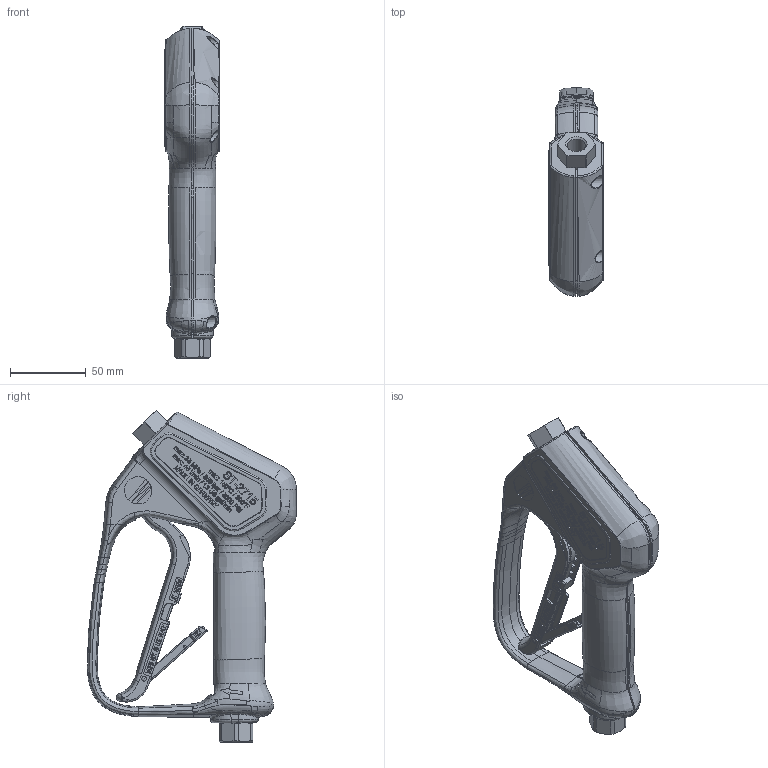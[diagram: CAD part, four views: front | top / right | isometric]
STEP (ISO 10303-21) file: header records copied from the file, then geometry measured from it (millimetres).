
FILE_DESCRIPTION(/* description */ ('Unknown'),/* implementation_level */ '2;1');
FILE_NAME(/* name */ '202715500',/* time_stamp */ '2022-04-13T16:25:38+02:00',/* author */ ('Unknown'),/* organization */ ('Unknown'),/* preprocessor_version */ 'ST-DEVELOPER v18.102',/* originating_system */ 'Solid Edge',/* authorisation */ 'Unknown');
FILE_SCHEMA (('AUTOMOTIVE_DESIGN {1 0 10303 214 3 1 1}'));
Products named in the file (13): 20 2715 500_ST-2715_Pistole_Niro_G3_8IG_blau; 04-1023_1_Eingangsmutter; 04-1025_2_Gehäuse-G1-4_ST-2700_mit Hebelbohrung; 202725454_TM-Hebel_ST-2725_grau_00128111; 04-7045_schiebestift; 04-1266_Knebelkerbstift_DIN_1475_3x16_1.4305; 02-8644_Hebel_ST-2725_blau; 020008616_Sicherungsklinke_grau_00128106; 04-7050_Druckstift_4h9x16; 02-8647_Halbschale_ST-2725_m.Bügel_blau; 02-8648_Halbschale_ST-2725_blau; 04-0051_Blechschraube_DIN_7981-3,5x16_V2A_Form C; 02-8702_ST-2715_Schild_Suttner
Assembly tree (19 placements, depth 3):
  20 2715 500_ST-2715_Pistole_Niro_G3_8IG_blau
    04-1023_1_Eingangsmutter
    04-1025_2_Gehäuse-G1-4_ST-2700_mit Hebelbohrung
    202725454_TM-Hebel_ST-2725_grau_00128111
      04-7045_schiebestift
      04-1266_Knebelkerbstift_DIN_1475_3x16_1.4305
      02-8644_Hebel_ST-2725_blau
      020008616_Sicherungsklinke_grau_00128106
      04-7050_Druckstift_4h9x16
    02-8647_Halbschale_ST-2725_m.Bügel_blau
    02-8648_Halbschale_ST-2725_blau
    04-0051_Blechschraube_DIN_7981-3,5x16_V2A_Form C  x8
    02-8702_ST-2715_Schild_Suttner
Bounding box: 35.64 x 137.7 x 218.57 mm (x, y, z)
Volume: 182445.2 mm3; surface area: 129833 mm2
Topology: 18 solids, 18 shells, 5810 faces, 15393 edges, 10013 vertices
Faces by surface type: plane 3069, bspline 1228, cylinder 1209, cone 133, torus 124, sphere 47
Full cylindrical faces by diameter (mm): 2 x1, 3 x5, 3.02 x1, 3.1 x2, 3.5 x8, 4 x6, 4.02 x1, 4.1 x2, 5.9 x1, 6 x1, 6.163 x2, 6.9 x8, 7 x1, 7.05 x1, 7.5 x1, 8 x1, 9 x1, 11.82 x3, 11.928 x4, 13 x1, 14 x1, 14.2 x1, 14.917 x1, 15.33 x1, 18 x2, 19 x1, 21 x2, 23 x1
Entity records: 277518 total; most frequent: CARTESIAN_POINT 145694, ORIENTED_EDGE 29672, DIRECTION 20945, EDGE_CURVE 14836, VERTEX_POINT 9791, AXIS2_PLACEMENT_3D 7344, EDGE_LOOP 6403, FACE_BOUND 6403
